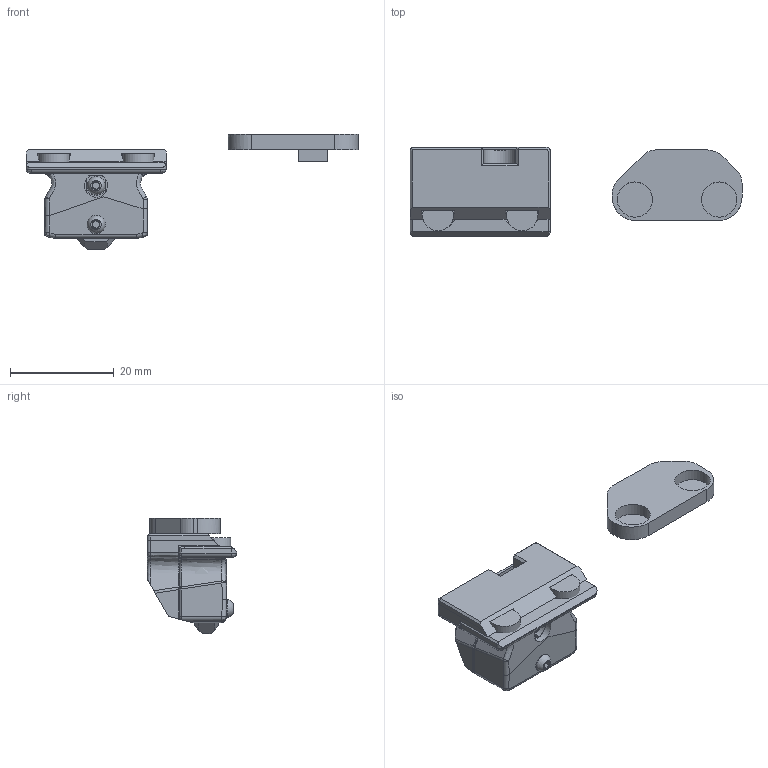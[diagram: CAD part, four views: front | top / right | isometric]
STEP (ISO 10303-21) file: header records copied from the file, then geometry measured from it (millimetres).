
FILE_DESCRIPTION(/* description */ (''),/* implementation_level */ '2;1');
FILE_NAME(/* name */ 'UnklickyNG_Probe.step',/* time_stamp */ '2022-05-28T16:35:42+01:00',/* author */ (''),/* organization */ (''),/* preprocessor_version */ 'ST-DEVELOPER v18.1',/* originating_system */ 'Autodesk Translation Framework v10.14.0.1471',/* authorisation */ '');
FILE_SCHEMA (('AUTOMOTIVE_DESIGN { 1 0 10303 214 3 1 1 }'));
Length unit declared in the file: millimetre
Products named in the file (4): BFP_Unklicky_Probe; KlickyNG Unklicky; M2x8 Self-tapping Screw (1); UnklickyNG Helper
Assembly tree (3 placements, depth 3):
  BFP_Unklicky_Probe
    KlickyNG Unklicky
      M2x8 Self-tapping Screw (1)
    UnklickyNG Helper
Bounding box: 64.04 x 17.23 x 22.25 mm (x, y, z)
Volume: 4923.1 mm3; surface area: 5734.9 mm2
Topology: 10 solids, 10 shells, 388 faces, 1029 edges, 665 vertices
Faces by surface type: plane 219, cylinder 91, bspline 44, cone 27, torus 4, sphere 3
Full cylindrical faces by diameter (mm): 1.6 x3, 2 x2, 2.5 x2, 3.2 x2, 3.5 x2, 6 x3, 6.8 x2
Entity records: 14310 total; most frequent: CARTESIAN_POINT 4810, ORIENTED_EDGE 2058, DIRECTION 1829, EDGE_CURVE 1029, VERTEX_POINT 665, AXIS2_PLACEMENT_3D 625, LINE 579, VECTOR 579
